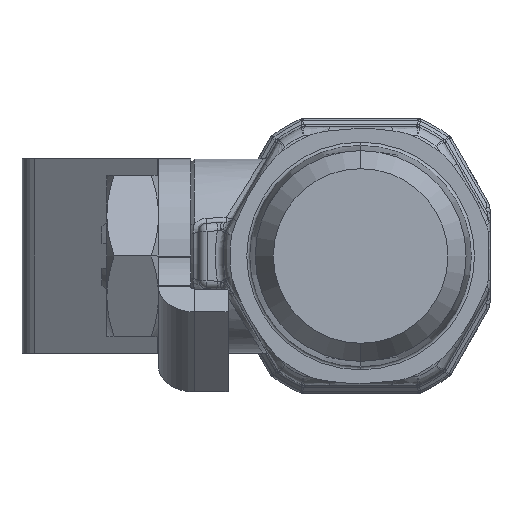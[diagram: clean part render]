
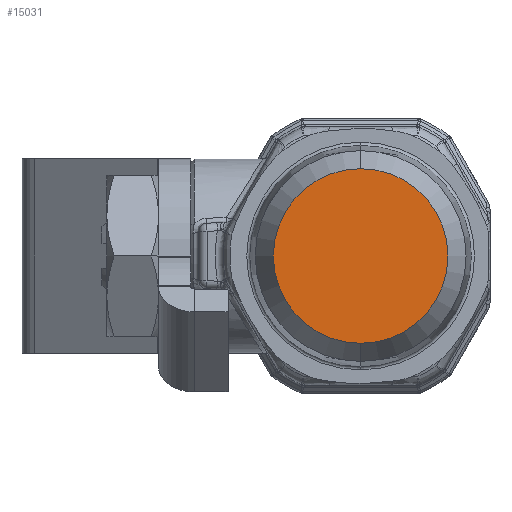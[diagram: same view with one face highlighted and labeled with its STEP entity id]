
A CAD part, left-side view. The second image highlights one B-rep face of the part: STEP entity #15031.
In plain terms, the highlighted planar face has unit normal (-1, 0, 0).
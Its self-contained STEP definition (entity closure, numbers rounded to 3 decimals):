
#129 = VERTEX_POINT ( 'NONE', #11405 ) ;
#391 = CARTESIAN_POINT ( 'NONE',  ( -17.1, 0., 0. ) ) ;
#1366 = EDGE_CURVE ( 'Defeature completata1_32+Defeature completata1_352+Defeature completata1_352+Defeature completata1_352', #129, #5561, #11610, .T. ) ;
#1622 = DIRECTION ( 'NONE',  ( -1., 0., 0. ) ) ;
#2583 = AXIS2_PLACEMENT_3D ( 'NONE', #391, #1622, #10159 ) ;
#3953 = CARTESIAN_POINT ( 'NONE',  ( -17.1, 0., 0. ) ) ;
#4531 = CARTESIAN_POINT ( 'NONE',  ( -17.1, 0., 0. ) ) ;
#4632 = ORIENTED_EDGE ( 'NONE', *, *, #1366, .T. ) ;
#5171 = DIRECTION ( 'NONE',  ( 0., 0., 1. ) ) ;
#5561 = VERTEX_POINT ( 'NONE', #15749 ) ;
#5647 = CIRCLE ( 'NONE', #7291, 5.4 ) ;
#5748 = DIRECTION ( 'NONE',  ( 0., 0., 1. ) ) ;
#7291 = AXIS2_PLACEMENT_3D ( 'NONE', #4531, #13107, #5748 ) ;
#7395 = PLANE ( 'NONE',  #2583 ) ;
#8242 = ORIENTED_EDGE ( 'NONE', *, *, #8572, .T. ) ;
#8572 = EDGE_CURVE ( 'Defeature completata1_32+Defeature completata1_352+Defeature completata1_352+Defeature completata1_352', #5561, #129, #5647, .T. ) ;
#10159 = DIRECTION ( 'NONE',  ( 0., 0., 1. ) ) ;
#11405 = CARTESIAN_POINT ( 'NONE',  ( -17.1, 0., -5.4 ) ) ;
#11610 = CIRCLE ( 'NONE', #14281, 5.4 ) ;
#12534 = DIRECTION ( 'NONE',  ( -1., 0., 0. ) ) ;
#13107 = DIRECTION ( 'NONE',  ( -1., 0., 0. ) ) ;
#13634 = EDGE_LOOP ( 'NONE', ( #4632, #8242 ) ) ;
#14203 = FACE_OUTER_BOUND ( 'NONE', #13634, .T. ) ;
#14281 = AXIS2_PLACEMENT_3D ( 'NONE', #3953, #12534, #5171 ) ;
#15031 = ADVANCED_FACE ( 'Defeature completata1_32', ( #14203 ), #7395, .T. ) ;
#15749 = CARTESIAN_POINT ( 'NONE',  ( -17.1, 0., 5.4 ) ) ;
